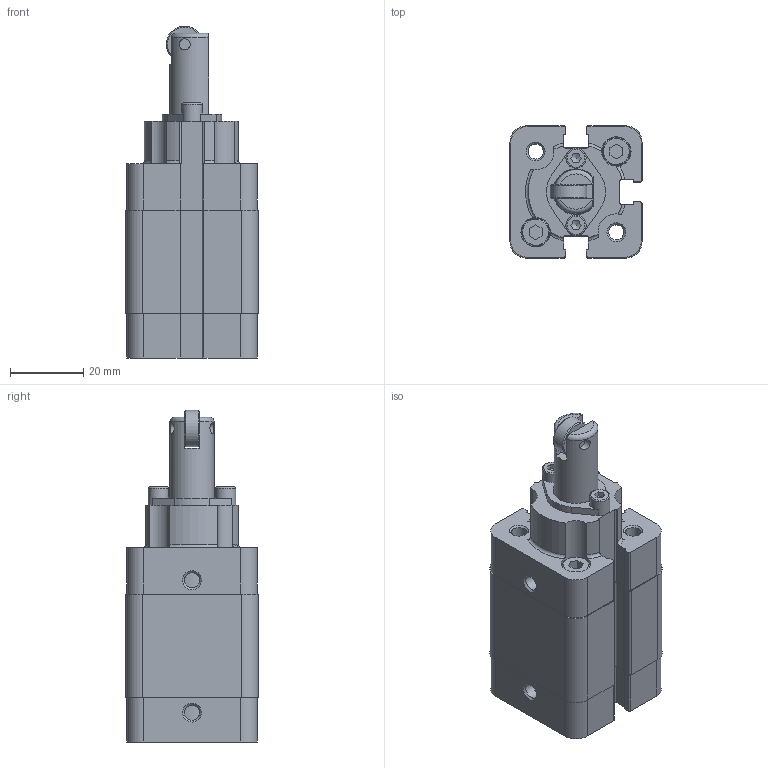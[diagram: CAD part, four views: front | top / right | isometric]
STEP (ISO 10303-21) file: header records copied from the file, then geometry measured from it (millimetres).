
FILE_DESCRIPTION (( 'STEP AP214' ), '1' );
FILE_NAME ('NYSER-020-015-280_Airtec.step', '2018-12-11T09:16:47', ( '' ), ( '' ), 'SwSTEP 2.0', 'SolidWorks 2010', '' );
FILE_SCHEMA (( 'AUTOMOTIVE_DESIGN' ));
Length unit declared in the file: millimetre
Products named in the file (3): NYSER-020-015-50_Airtec_NYSER-020-015-50_Airtec; 26-NYSER-020-015-07_Airtec_26-NYSER-020-015-07_Airtec; NYSER-020-015-280_Airtec
Assembly tree (2 placements, depth 2):
  NYSER-020-015-280_Airtec
    26-NYSER-020-015-07_Airtec_26-NYSER-020-015-07_Airtec
    NYSER-020-015-50_Airtec_NYSER-020-015-50_Airtec
Bounding box: 36 x 36 x 90.49 mm (x, y, z)
Volume: 53806.8 mm3; surface area: 23505.1 mm2
Topology: 2 solids, 7 shells, 392 faces, 991 edges, 632 vertices
Faces by surface type: plane 207, cylinder 135, cone 30, torus 20
Full cylindrical faces by diameter (mm): 3 x3, 3.1 x1, 4.134 x7, 5.5 x2, 5.9 x2, 6 x1, 7.5 x6, 7.55 x4, 8 x5, 10 x1, 12 x2, 20 x1
Entity records: 13193 total; most frequent: CARTESIAN_POINT 2828, DIRECTION 1980, ORIENTED_EDGE 1786, EDGE_CURVE 893, AXIS2_PLACEMENT_3D 724, VERTEX_POINT 608, VECTOR 532, LINE 532
